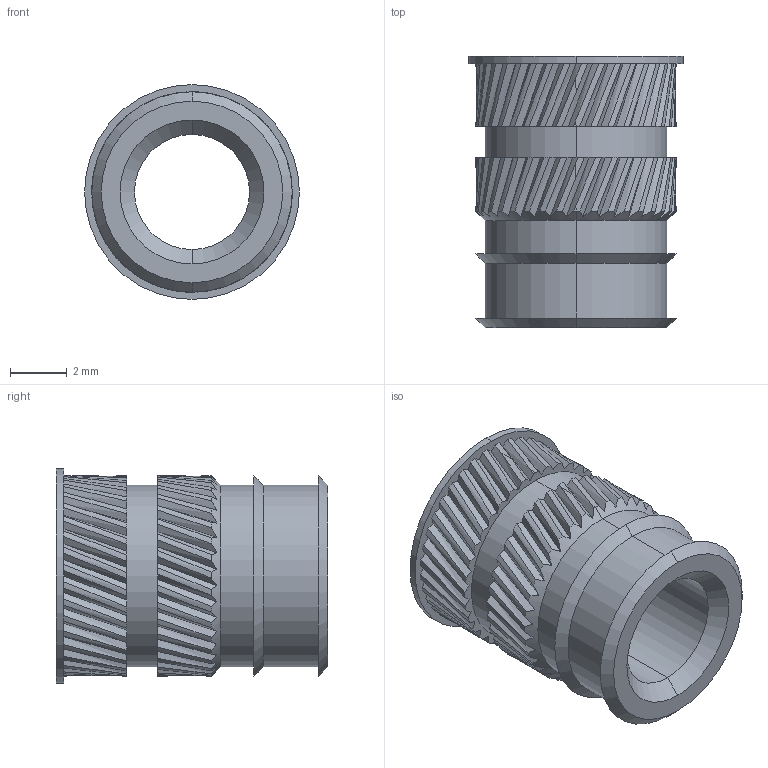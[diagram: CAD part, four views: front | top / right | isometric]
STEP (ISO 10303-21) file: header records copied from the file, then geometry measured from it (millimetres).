
FILE_DESCRIPTION (( 'STEP AP214' ), '1' );
FILE_NAME ('WCP-0297.step', '2021-09-10T08:57:17', ( '' ), ( '' ), 'SwSTEP 2.0', 'SolidWorks 2020', '' );
FILE_SCHEMA (( 'AUTOMOTIVE_DESIGN' ));
Length unit declared in the file: inch
Products named in the file (1): WCP-0297
Bounding box: 7.54 x 9.53 x 7.54 mm (x, y, z)
Volume: 207.5 mm3; surface area: 434.5 mm2
Topology: 1 solids, 1 shells, 247 faces, 711 edges, 471 vertices
Faces by surface type: bspline 144, cylinder 86, cone 10, plane 7
Entity records: 26118 total; most frequent: CARTESIAN_POINT 21350, ORIENTED_EDGE 1422, EDGE_CURVE 711, DIRECTION 586, VERTEX_POINT 471, AXIS2_PLACEMENT_3D 281, EDGE_LOOP 254, ADVANCED_FACE 247
